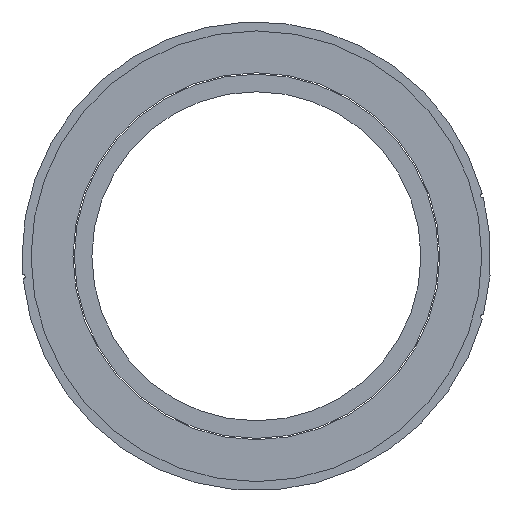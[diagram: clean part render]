
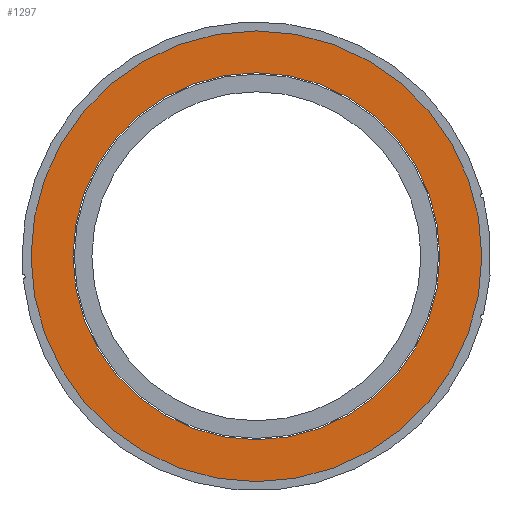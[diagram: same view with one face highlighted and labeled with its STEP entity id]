
A CAD part, front view. The second image highlights one B-rep face of the part: STEP entity #1297.
In plain terms, the highlighted planar face has unit normal (0, -1, 0).
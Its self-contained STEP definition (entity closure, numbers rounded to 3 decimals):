
#17 = EDGE_CURVE ( 'NONE', #416, #417, #119, .T. ) ;
#57 = EDGE_CURVE ( 'NONE', #404, #411, #178, .T. ) ;
#63 = EDGE_CURVE ( 'NONE', #411, #404, #191, .T. ) ;
#76 = EDGE_CURVE ( 'NONE', #417, #416, #203, .T. ) ;
#119 = CIRCLE ( 'NONE', #121, 50. ) ;
#121 = AXIS2_PLACEMENT_3D ( 'NONE', #736, #717, #739 ) ;
#173 = AXIS2_PLACEMENT_3D ( 'NONE', #813, #811, #812 ) ;
#178 = CIRCLE ( 'NONE', #173, 40.7 ) ;
#186 = AXIS2_PLACEMENT_3D ( 'NONE', #876, #865, #868 ) ;
#191 = CIRCLE ( 'NONE', #186, 40.7 ) ;
#203 = CIRCLE ( 'NONE', #206, 50. ) ;
#206 = AXIS2_PLACEMENT_3D ( 'NONE', #892, #893, #915 ) ;
#404 = VERTEX_POINT ( 'NONE', #1012 ) ;
#411 = VERTEX_POINT ( 'NONE', #1004 ) ;
#416 = VERTEX_POINT ( 'NONE', #1014 ) ;
#417 = VERTEX_POINT ( 'NONE', #1010 ) ;
#444 = EDGE_LOOP ( 'NONE', ( #602, #579 ) ) ;
#452 = EDGE_LOOP ( 'NONE', ( #620, #570 ) ) ;
#570 = ORIENTED_EDGE ( 'NONE', *, *, #57, .T. ) ;
#579 = ORIENTED_EDGE ( 'NONE', *, *, #76, .F. ) ;
#602 = ORIENTED_EDGE ( 'NONE', *, *, #17, .F. ) ;
#620 = ORIENTED_EDGE ( 'NONE', *, *, #63, .T. ) ;
#717 = DIRECTION ( 'NONE',  ( 0., 1., 0. ) ) ;
#736 = CARTESIAN_POINT ( 'NONE',  ( 0., -3., 0. ) ) ;
#739 = DIRECTION ( 'NONE',  ( 0., 0., -1. ) ) ;
#811 = DIRECTION ( 'NONE',  ( 0., 1., 0. ) ) ;
#812 = DIRECTION ( 'NONE',  ( 0., 0., -1. ) ) ;
#813 = CARTESIAN_POINT ( 'NONE',  ( 0., -3., 0. ) ) ;
#865 = DIRECTION ( 'NONE',  ( 0., 1., 0. ) ) ;
#868 = DIRECTION ( 'NONE',  ( 0., 0., -1. ) ) ;
#876 = CARTESIAN_POINT ( 'NONE',  ( 0., -3., 0. ) ) ;
#892 = CARTESIAN_POINT ( 'NONE',  ( 0., -3., 0. ) ) ;
#893 = DIRECTION ( 'NONE',  ( 0., 1., 0. ) ) ;
#915 = DIRECTION ( 'NONE',  ( 0., 0., -1. ) ) ;
#1004 = CARTESIAN_POINT ( 'NONE',  ( 0., -3., 40.7 ) ) ;
#1010 = CARTESIAN_POINT ( 'NONE',  ( 0., -3., -50. ) ) ;
#1012 = CARTESIAN_POINT ( 'NONE',  ( 0., -3., -40.7 ) ) ;
#1014 = CARTESIAN_POINT ( 'NONE',  ( 0., -3., 50. ) ) ;
#1236 = FACE_BOUND ( 'NONE', #452, .T. ) ;
#1240 = FACE_OUTER_BOUND ( 'NONE', #444, .T. ) ;
#1243 = PLANE ( 'NONE',  #1322 ) ;
#1250 = CARTESIAN_POINT ( 'NONE',  ( -13.397, -3., 0. ) ) ;
#1252 = DIRECTION ( 'NONE',  ( 0., -1., 0. ) ) ;
#1253 = DIRECTION ( 'NONE',  ( 0., 0., -1. ) ) ;
#1297 = ADVANCED_FACE ( 'NONE', ( #1240, #1236 ), #1243, .T. ) ;
#1322 = AXIS2_PLACEMENT_3D ( 'NONE', #1250, #1252, #1253 ) ;
